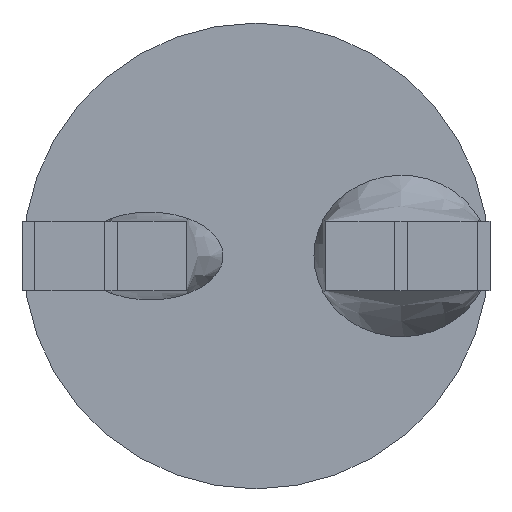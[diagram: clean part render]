
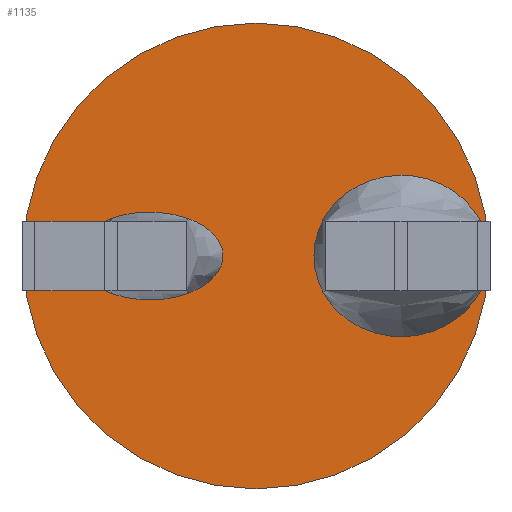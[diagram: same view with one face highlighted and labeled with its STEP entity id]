
A CAD part, front view. The second image highlights one B-rep face of the part: STEP entity #1135.
In plain terms, the highlighted planar face has unit normal (0, -1, 0).
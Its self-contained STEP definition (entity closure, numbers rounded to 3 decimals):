
#55 = VERTEX_POINT ( 'NONE', #1393 ) ;
#97 = DIRECTION ( 'NONE',  ( 0., 1., 0. ) ) ;
#195 = CARTESIAN_POINT ( 'NONE',  ( 0., 4.19, 0. ) ) ;
#296 = DIRECTION ( 'NONE',  ( 0., -1., 0. ) ) ;
#344 = AXIS2_PLACEMENT_3D ( 'NONE', #872, #97, #352 ) ;
#352 = DIRECTION ( 'NONE',  ( -1., 0., 0. ) ) ;
#546 = ORIENTED_EDGE ( 'NONE', *, *, #600, .T. ) ;
#550 = CARTESIAN_POINT ( 'NONE',  ( 0., 4.19, 0. ) ) ;
#600 = EDGE_CURVE ( 'NONE', #55, #1137, #972, .T. ) ;
#619 = AXIS2_PLACEMENT_3D ( 'NONE', #195, #633, #1606 ) ;
#633 = DIRECTION ( 'NONE',  ( 0., -1., 0. ) ) ;
#845 = DIRECTION ( 'NONE',  ( 1., 0., 0. ) ) ;
#872 = CARTESIAN_POINT ( 'NONE',  ( 0., 4.19, 0. ) ) ;
#972 = CIRCLE ( 'NONE', #619, 1.588 ) ;
#1135 = ADVANCED_FACE ( 'NONE', ( #1756 ), #1335, .F. ) ;
#1137 = VERTEX_POINT ( 'NONE', #1174 ) ;
#1174 = CARTESIAN_POINT ( 'NONE',  ( 1.588, 4.19, 0. ) ) ;
#1186 = CIRCLE ( 'NONE', #1611, 1.588 ) ;
#1313 = EDGE_CURVE ( 'NONE', #1137, #55, #1186, .T. ) ;
#1335 = PLANE ( 'NONE',  #344 ) ;
#1349 = EDGE_LOOP ( 'NONE', ( #1394, #546 ) ) ;
#1393 = CARTESIAN_POINT ( 'NONE',  ( -1.588, 4.19, 0. ) ) ;
#1394 = ORIENTED_EDGE ( 'NONE', *, *, #1313, .T. ) ;
#1606 = DIRECTION ( 'NONE',  ( 1., 0., 0. ) ) ;
#1611 = AXIS2_PLACEMENT_3D ( 'NONE', #550, #296, #845 ) ;
#1756 = FACE_OUTER_BOUND ( 'NONE', #1349, .T. ) ;
